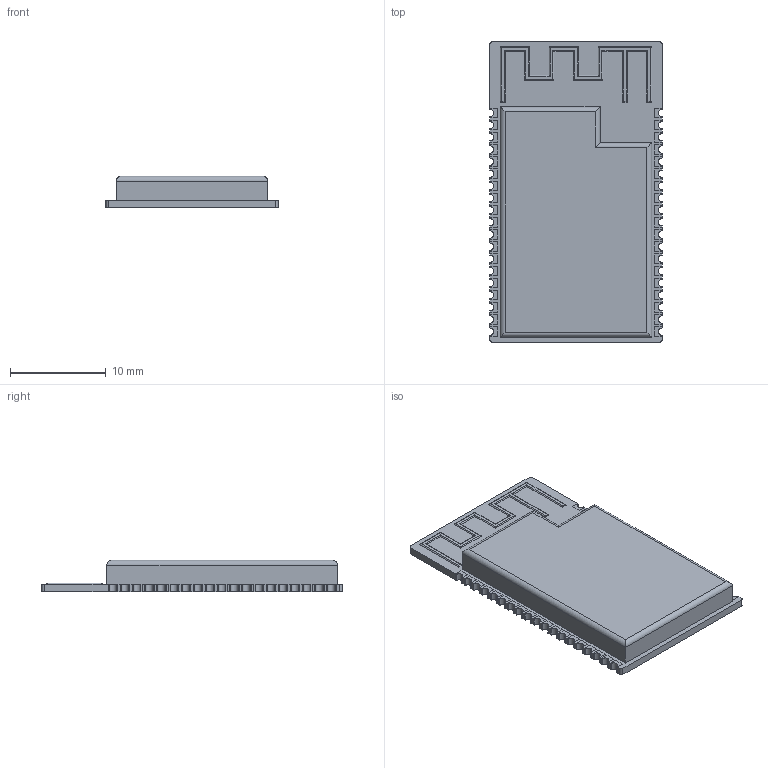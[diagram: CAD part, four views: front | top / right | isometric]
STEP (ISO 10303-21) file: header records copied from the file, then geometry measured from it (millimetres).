
FILE_DESCRIPTION(('FreeCAD Model'),'2;1');
FILE_NAME('ESP32_WROVER.step','2018-09-05T23:12:37',('kicad StepUp'),('ksu MCAD'), 'Open CASCADE STEP processor 7.2','FreeCAD','Unknown');
FILE_SCHEMA(('AUTOMOTIVE_DESIGN { 1 0 10303 214 1 1 1 1 }'));
Length unit declared in the file: millimetre
Products named in the file (1): ESP32_WROVER
Bounding box: 18 x 31.4 x 3.3 mm (x, y, z)
Volume: 1347.3 mm3; surface area: 1392.4 mm2
Topology: 1 solids, 1 shells, 280 faces, 822 edges, 546 vertices
Faces by surface type: plane 204, cylinder 76
Entity records: 11190 total; most frequent: CARTESIAN_POINT 1649, ORIENTED_EDGE 1644, DIRECTION 1502, EDGE_CURVE 822, LINE 704, VECTOR 704, VERTEX_POINT 546, AXIS2_PLACEMENT_3D 399
